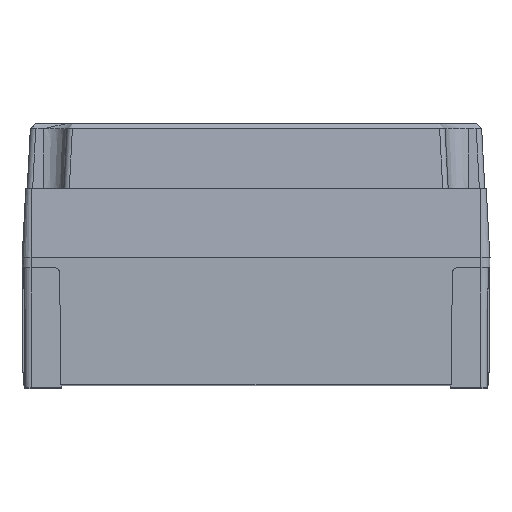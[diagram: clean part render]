
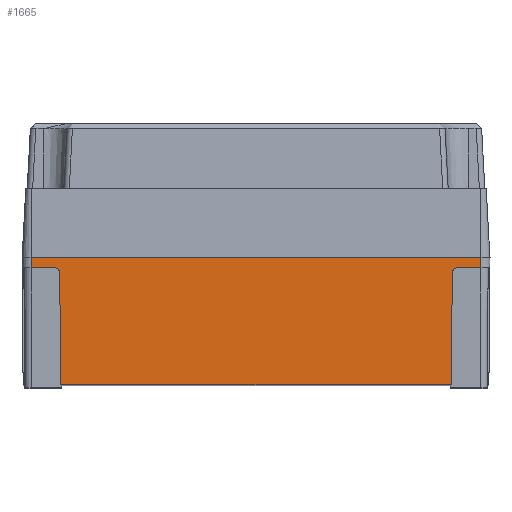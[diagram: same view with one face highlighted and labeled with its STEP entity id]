
A CAD part, top view. The second image highlights one B-rep face of the part: STEP entity #1665.
In plain terms, the highlighted planar face has unit normal (0, -0.009, 1).
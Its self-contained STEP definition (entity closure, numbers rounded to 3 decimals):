
#44 = VERTEX_POINT ( 'NONE', #1526 ) ;
#636 = EDGE_CURVE ( 'NONE', #9712, #44, #16477, .T. ) ;
#684 = VECTOR ( 'NONE', #10504, 1000. ) ;
#853 = PLANE ( 'NONE',  #17756 ) ;
#1526 = CARTESIAN_POINT ( 'NONE',  ( -75.533, -5.983, 127.498 ) ) ;
#1665 = ADVANCED_FACE ( 'NONE', ( #10787 ), #853, .T. ) ;
#1722 = LINE ( 'NONE', #3240, #684 ) ;
#1980 = LINE ( 'NONE', #16298, #17921 ) ;
#2140 = CARTESIAN_POINT ( 'NONE',  ( 75.573, -1.415, 127.538 ) ) ;
#2303 = EDGE_CURVE ( 'NONE', #6582, #15676, #9943, .T. ) ;
#2468 = DIRECTION ( 'NONE',  ( 0., -0.009, 1. ) ) ;
#3029 = CARTESIAN_POINT ( 'NONE',  ( -86.55, 0., 127.55 ) ) ;
#3240 = CARTESIAN_POINT ( 'NONE',  ( 86.55, 0., 127.55 ) ) ;
#3414 = EDGE_CURVE ( 'NONE', #15880, #6582, #13137, .T. ) ;
#3520 = DIRECTION ( 'NONE',  ( 1., 0., 0. ) ) ;
#3526 = ORIENTED_EDGE ( 'NONE', *, *, #17420, .T. ) ;
#3705 = ORIENTED_EDGE ( 'NONE', *, *, #12405, .T. ) ;
#3802 = DIRECTION ( 'NONE',  ( 0., -1., -0.009 ) ) ;
#3877 = VECTOR ( 'NONE', #8847, 1000. ) ;
#4248 = CARTESIAN_POINT ( 'NONE',  ( 75.157, -49., 127.122 ) ) ;
#4726 = CARTESIAN_POINT ( 'NONE',  ( -75.586, 0.096, 127.551 ) ) ;
#4860 = VECTOR ( 'NONE', #18602, 1000. ) ;
#5249 = CARTESIAN_POINT ( 'NONE',  ( 76.369, -4., 127.515 ) ) ;
#5329 = CARTESIAN_POINT ( 'NONE',  ( -86.55, -4., 127.515 ) ) ;
#5919 = CARTESIAN_POINT ( 'NONE',  ( -75.157, -49., 127.122 ) ) ;
#6576 = CARTESIAN_POINT ( 'NONE',  ( -86.55, 0., 127.55 ) ) ;
#6582 = VERTEX_POINT ( 'NONE', #3029 ) ;
#6628 =( BOUNDED_CURVE ( )  B_SPLINE_CURVE ( 3, ( #17775, #18857, #9076, #10512 ),
 .UNSPECIFIED., .F., .T. ) 
 B_SPLINE_CURVE_WITH_KNOTS ( ( 4, 4 ),
 ( 3.142, 4.704 ),
 .UNSPECIFIED. ) 
 CURVE ( )  GEOMETRIC_REPRESENTATION_ITEM ( )  RATIONAL_B_SPLINE_CURVE ( ( 1., 0.807, 0.807, 1. ) ) 
 REPRESENTATION_ITEM ( '' )  );
#6641 = EDGE_CURVE ( 'NONE', #9712, #13307, #1980, .T. ) ;
#7068 = VECTOR ( 'NONE', #16561, 1000. ) ;
#7804 = DIRECTION ( 'NONE',  ( 1., 0., 0. ) ) ;
#7908 = VERTEX_POINT ( 'NONE', #16584 ) ;
#8051 = LINE ( 'NONE', #2140, #7068 ) ;
#8210 = CARTESIAN_POINT ( 'NONE',  ( 75.533, -5.983, 127.498 ) ) ;
#8281 = LINE ( 'NONE', #5329, #10224 ) ;
#8308 = CARTESIAN_POINT ( 'NONE',  ( 75.533, -5.983, 127.498 ) ) ;
#8697 = VERTEX_POINT ( 'NONE', #10344 ) ;
#8847 = DIRECTION ( 'NONE',  ( 0., 1., 0.009 ) ) ;
#9076 = CARTESIAN_POINT ( 'NONE',  ( -75.543, -4.819, 127.508 ) ) ;
#9712 = VERTEX_POINT ( 'NONE', #5919 ) ;
#9734 = EDGE_CURVE ( 'NONE', #8697, #15676, #1722, .T. ) ;
#9803 = ORIENTED_EDGE ( 'NONE', *, *, #17007, .T. ) ;
#9819 = ORIENTED_EDGE ( 'NONE', *, *, #2303, .F. ) ;
#9831 = CARTESIAN_POINT ( 'NONE',  ( -86.55, -4., 127.515 ) ) ;
#9914 =( BOUNDED_CURVE ( )  B_SPLINE_CURVE ( 3, ( #8308, #12085, #5249, #13842 ),
 .UNSPECIFIED., .F., .F. ) 
 B_SPLINE_CURVE_WITH_KNOTS ( ( 4, 4 ),
 ( 1.58, 3.142 ),
 .UNSPECIFIED. ) 
 CURVE ( )  GEOMETRIC_REPRESENTATION_ITEM ( )  RATIONAL_B_SPLINE_CURVE ( ( 1., 0.807, 0.807, 1. ) ) 
 REPRESENTATION_ITEM ( '' )  );
#9943 = LINE ( 'NONE', #12996, #13038 ) ;
#10070 = ORIENTED_EDGE ( 'NONE', *, *, #6641, .T. ) ;
#10094 = ORIENTED_EDGE ( 'NONE', *, *, #12154, .F. ) ;
#10224 = VECTOR ( 'NONE', #3520, 1000. ) ;
#10344 = CARTESIAN_POINT ( 'NONE',  ( 86.55, -4., 127.515 ) ) ;
#10504 = DIRECTION ( 'NONE',  ( 0., 1., 0.009 ) ) ;
#10512 = CARTESIAN_POINT ( 'NONE',  ( -75.533, -5.983, 127.498 ) ) ;
#10739 = DIRECTION ( 'NONE',  ( -0.009, 1., 0.009 ) ) ;
#10787 = FACE_OUTER_BOUND ( 'NONE', #12153, .T. ) ;
#11172 = CARTESIAN_POINT ( 'NONE',  ( 86.55, 0., 127.55 ) ) ;
#11610 = CARTESIAN_POINT ( 'NONE',  ( -86.55, 0., 127.55 ) ) ;
#12085 = CARTESIAN_POINT ( 'NONE',  ( 75.543, -4.819, 127.508 ) ) ;
#12153 = EDGE_LOOP ( 'NONE', ( #10094, #9803, #12715, #14105, #9819, #15446, #3526, #3705, #12633, #10070 ) ) ;
#12154 = EDGE_CURVE ( 'NONE', #15706, #13307, #8051, .T. ) ;
#12405 = EDGE_CURVE ( 'NONE', #7908, #44, #6628, .T. ) ;
#12633 = ORIENTED_EDGE ( 'NONE', *, *, #636, .F. ) ;
#12687 = CARTESIAN_POINT ( 'NONE',  ( 77.533, -4., 127.515 ) ) ;
#12715 = ORIENTED_EDGE ( 'NONE', *, *, #18369, .F. ) ;
#12996 = CARTESIAN_POINT ( 'NONE',  ( -86.55, 0., 127.55 ) ) ;
#13038 = VECTOR ( 'NONE', #17302, 1000. ) ;
#13137 = LINE ( 'NONE', #11610, #3877 ) ;
#13307 = VERTEX_POINT ( 'NONE', #4248 ) ;
#13842 = CARTESIAN_POINT ( 'NONE',  ( 77.533, -4., 127.515 ) ) ;
#14105 = ORIENTED_EDGE ( 'NONE', *, *, #9734, .T. ) ;
#14541 = VERTEX_POINT ( 'NONE', #12687 ) ;
#15323 = LINE ( 'NONE', #16868, #4860 ) ;
#15446 = ORIENTED_EDGE ( 'NONE', *, *, #3414, .F. ) ;
#15676 = VERTEX_POINT ( 'NONE', #11172 ) ;
#15706 = VERTEX_POINT ( 'NONE', #8210 ) ;
#15880 = VERTEX_POINT ( 'NONE', #9831 ) ;
#16298 = CARTESIAN_POINT ( 'NONE',  ( -86.55, -49., 127.122 ) ) ;
#16477 = LINE ( 'NONE', #4726, #16643 ) ;
#16561 = DIRECTION ( 'NONE',  ( -0.009, -1., -0.009 ) ) ;
#16584 = CARTESIAN_POINT ( 'NONE',  ( -77.533, -4., 127.515 ) ) ;
#16643 = VECTOR ( 'NONE', #10739, 1000. ) ;
#16868 = CARTESIAN_POINT ( 'NONE',  ( -86.55, -4., 127.515 ) ) ;
#17007 = EDGE_CURVE ( 'NONE', #15706, #14541, #9914, .T. ) ;
#17302 = DIRECTION ( 'NONE',  ( 1., 0., 0. ) ) ;
#17420 = EDGE_CURVE ( 'NONE', #15880, #7908, #8281, .T. ) ;
#17756 = AXIS2_PLACEMENT_3D ( 'NONE', #6576, #2468, #3802 ) ;
#17775 = CARTESIAN_POINT ( 'NONE',  ( -77.533, -4., 127.515 ) ) ;
#17921 = VECTOR ( 'NONE', #7804, 1000. ) ;
#18369 = EDGE_CURVE ( 'NONE', #8697, #14541, #15323, .T. ) ;
#18602 = DIRECTION ( 'NONE',  ( -1., 0., 0. ) ) ;
#18857 = CARTESIAN_POINT ( 'NONE',  ( -76.369, -4., 127.515 ) ) ;
